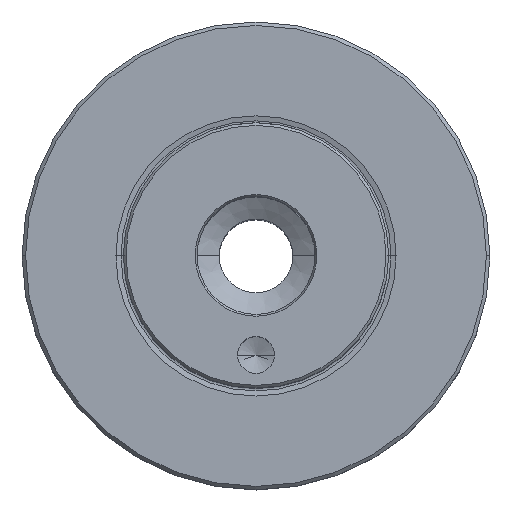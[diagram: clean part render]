
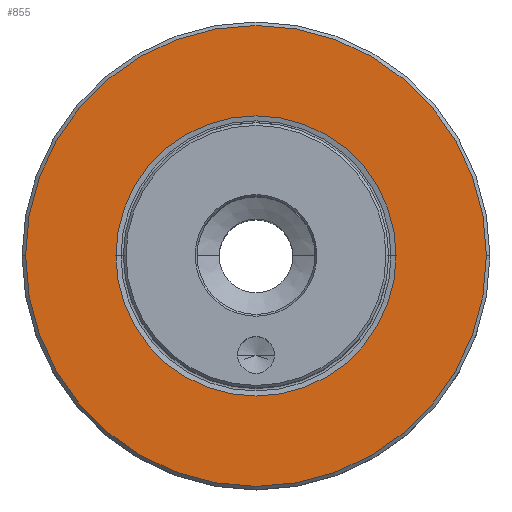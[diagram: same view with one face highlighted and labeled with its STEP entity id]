
A CAD part, top view. The second image highlights one B-rep face of the part: STEP entity #855.
In plain terms, the highlighted planar face has unit normal (0, 0, 1).
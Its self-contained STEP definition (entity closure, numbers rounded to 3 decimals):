
#585=EDGE_CURVE('NONE',#657,#1017,#1602,.T.);
#591=EDGE_CURVE('NONE',#597,#1501,#1609,.T.);
#597=VERTEX_POINT('NONE',#1615);
#657=VERTEX_POINT('NONE',#1678);
#855=ADVANCED_FACE('NONE',(#1903,#1904),#1905,.T.);
#1005=EDGE_CURVE('NONE',#1017,#657,#2071,.T.);
#1017=VERTEX_POINT('NONE',#2085);
#1297=EDGE_CURVE('NONE',#1501,#597,#2395,.F.);
#1501=VERTEX_POINT('NONE',#2623);
#1602=CIRCLE('',#2995,31.275);
#1609=CIRCLE('',#3004,19.012);
#1615=CARTESIAN_POINT('',(19.012,0.0,0.0));
#1678=CARTESIAN_POINT('',(-31.275,0.0,0.0));
#1903=FACE_OUTER_BOUND('',#3528,.T.);
#1904=FACE_BOUND('',#3529,.T.);
#1905=PLANE('',#3530);
#2071=CIRCLE('',#3841,31.275);
#2085=CARTESIAN_POINT('',(31.275,0.,0.0));
#2395=CIRCLE('',#4326,19.012);
#2623=CARTESIAN_POINT('',(-19.012,0.,0.0));
#2995=AXIS2_PLACEMENT_3D('',#4848,#4849,#4850);
#3004=AXIS2_PLACEMENT_3D('',#4861,#4862,#4863);
#3528=EDGE_LOOP('',(#5210,#5211));
#3529=EDGE_LOOP('',(#5212,#5213));
#3530=AXIS2_PLACEMENT_3D('',#5214,#5215,#5216);
#3841=AXIS2_PLACEMENT_3D('',#5427,#5428,#5429);
#4326=AXIS2_PLACEMENT_3D('',#5808,#5809,#5810);
#4848=CARTESIAN_POINT('',(0.0,0.0,0.0));
#4849=DIRECTION('',(0.0,0.0,-1.0));
#4850=DIRECTION('',(-1.0,0.0,0.0));
#4861=CARTESIAN_POINT('',(0.0,0.0,0.0));
#4862=DIRECTION('',(0.0,0.0,1.0));
#4863=DIRECTION('',(1.0,0.0,0.0));
#5210=ORIENTED_EDGE('',*,*,#585,.F.);
#5211=ORIENTED_EDGE('',*,*,#1005,.F.);
#5212=ORIENTED_EDGE('',*,*,#591,.F.);
#5213=ORIENTED_EDGE('',*,*,#1297,.F.);
#5214=CARTESIAN_POINT('',(0.0,31.75,0.0));
#5215=DIRECTION('',(0.0,0.0,1.0));
#5216=DIRECTION('',(1.0,0.0,0.0));
#5427=CARTESIAN_POINT('',(0.0,0.0,0.0));
#5428=DIRECTION('',(0.0,0.0,-1.0));
#5429=DIRECTION('',(-1.0,0.0,0.0));
#5808=CARTESIAN_POINT('',(0.0,0.0,0.0));
#5809=DIRECTION('',(0.0,0.0,-1.0));
#5810=DIRECTION('',(1.0,0.0,0.0));
